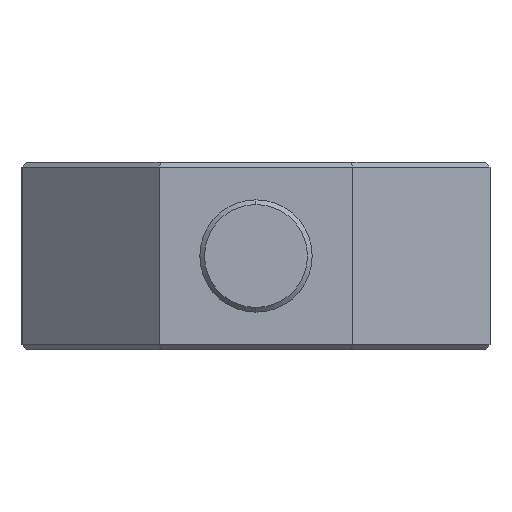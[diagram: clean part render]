
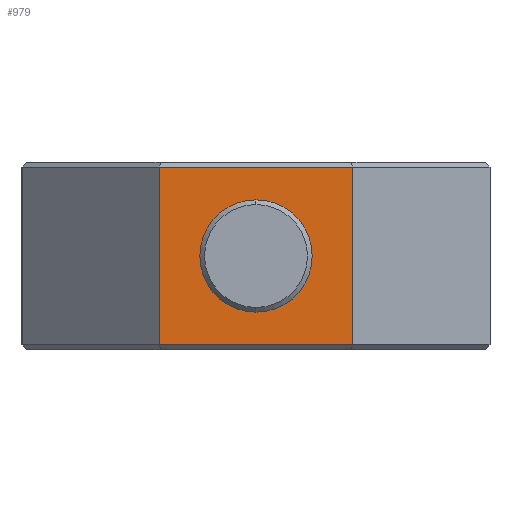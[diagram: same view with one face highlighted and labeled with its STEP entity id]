
A CAD part, left-side view. The second image highlights one B-rep face of the part: STEP entity #979.
In plain terms, the highlighted planar face has unit normal (-1, 0, 0).
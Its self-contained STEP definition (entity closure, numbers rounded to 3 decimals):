
#13 = EDGE_CURVE ( 'NONE', #203, #940, #1438, .T. ) ;
#26 = VERTEX_POINT ( 'NONE', #214 ) ;
#48 = ORIENTED_EDGE ( 'NONE', *, *, #13, .T. ) ;
#107 = PLANE ( 'NONE',  #1066 ) ;
#143 = LINE ( 'NONE', #290, #1456 ) ;
#154 = CARTESIAN_POINT ( 'NONE',  ( -25., -10.355, -9.5 ) ) ;
#156 = LINE ( 'NONE', #643, #1325 ) ;
#168 = VECTOR ( 'NONE', #801, 1000. ) ;
#203 = VERTEX_POINT ( 'NONE', #481 ) ;
#214 = CARTESIAN_POINT ( 'NONE',  ( -25., 0., 6. ) ) ;
#216 = CARTESIAN_POINT ( 'NONE',  ( -25., 0., 0. ) ) ;
#227 = ORIENTED_EDGE ( 'NONE', *, *, #854, .F. ) ;
#233 = FACE_OUTER_BOUND ( 'NONE', #953, .T. ) ;
#259 = DIRECTION ( 'NONE',  ( 1., 0., 0. ) ) ;
#290 = CARTESIAN_POINT ( 'NONE',  ( -25., -10.355, 10. ) ) ;
#320 = AXIS2_PLACEMENT_3D ( 'NONE', #360, #1477, #508 ) ;
#358 = EDGE_LOOP ( 'NONE', ( #477, #227 ) ) ;
#360 = CARTESIAN_POINT ( 'NONE',  ( -25., 0., 0. ) ) ;
#477 = ORIENTED_EDGE ( 'NONE', *, *, #566, .F. ) ;
#481 = CARTESIAN_POINT ( 'NONE',  ( -25., 10.355, 9.5 ) ) ;
#483 = DIRECTION ( 'NONE',  ( 0., 1., 0. ) ) ;
#497 = CIRCLE ( 'NONE', #1455, 6. ) ;
#508 = DIRECTION ( 'NONE',  ( 0., 0., -1. ) ) ;
#521 = ORIENTED_EDGE ( 'NONE', *, *, #1049, .T. ) ;
#539 = VERTEX_POINT ( 'NONE', #1211 ) ;
#566 = EDGE_CURVE ( 'NONE', #26, #539, #1508, .T. ) ;
#643 = CARTESIAN_POINT ( 'NONE',  ( -25., 10.355, -9.5 ) ) ;
#710 = CARTESIAN_POINT ( 'NONE',  ( -25., 10.355, 9.5 ) ) ;
#711 = EDGE_CURVE ( 'NONE', #940, #1160, #156, .T. ) ;
#718 = LINE ( 'NONE', #710, #1432 ) ;
#751 = DIRECTION ( 'NONE',  ( 0., 0., -1. ) ) ;
#763 = CARTESIAN_POINT ( 'NONE',  ( -25., -10.355, 9.5 ) ) ;
#773 = CARTESIAN_POINT ( 'NONE',  ( -25., 10.355, -9.5 ) ) ;
#801 = DIRECTION ( 'NONE',  ( 0., 0., -1. ) ) ;
#819 = CARTESIAN_POINT ( 'NONE',  ( -25., 10.355, 10. ) ) ;
#854 = EDGE_CURVE ( 'NONE', #539, #26, #497, .T. ) ;
#940 = VERTEX_POINT ( 'NONE', #773 ) ;
#953 = EDGE_LOOP ( 'NONE', ( #48, #1047, #1030, #521 ) ) ;
#967 = DIRECTION ( 'NONE',  ( 0., 0., -1. ) ) ;
#979 = ADVANCED_FACE ( 'NONE', ( #1494, #233 ), #107, .F. ) ;
#982 = CARTESIAN_POINT ( 'NONE',  ( -25., 10.355, 10. ) ) ;
#1024 = DIRECTION ( 'NONE',  ( -1., 0., 0. ) ) ;
#1030 = ORIENTED_EDGE ( 'NONE', *, *, #1093, .F. ) ;
#1047 = ORIENTED_EDGE ( 'NONE', *, *, #711, .T. ) ;
#1049 = EDGE_CURVE ( 'NONE', #1546, #203, #718, .T. ) ;
#1066 = AXIS2_PLACEMENT_3D ( 'NONE', #982, #259, #967 ) ;
#1093 = EDGE_CURVE ( 'NONE', #1546, #1160, #143, .T. ) ;
#1160 = VERTEX_POINT ( 'NONE', #154 ) ;
#1211 = CARTESIAN_POINT ( 'NONE',  ( -25., 0., -6. ) ) ;
#1325 = VECTOR ( 'NONE', #1357, 1000. ) ;
#1357 = DIRECTION ( 'NONE',  ( 0., -1., 0. ) ) ;
#1432 = VECTOR ( 'NONE', #483, 1000. ) ;
#1438 = LINE ( 'NONE', #819, #168 ) ;
#1455 = AXIS2_PLACEMENT_3D ( 'NONE', #216, #1024, #1552 ) ;
#1456 = VECTOR ( 'NONE', #751, 1000. ) ;
#1477 = DIRECTION ( 'NONE',  ( -1., 0., 0. ) ) ;
#1494 = FACE_BOUND ( 'NONE', #358, .T. ) ;
#1508 = CIRCLE ( 'NONE', #320, 6. ) ;
#1546 = VERTEX_POINT ( 'NONE', #763 ) ;
#1552 = DIRECTION ( 'NONE',  ( 0., 0., -1. ) ) ;
